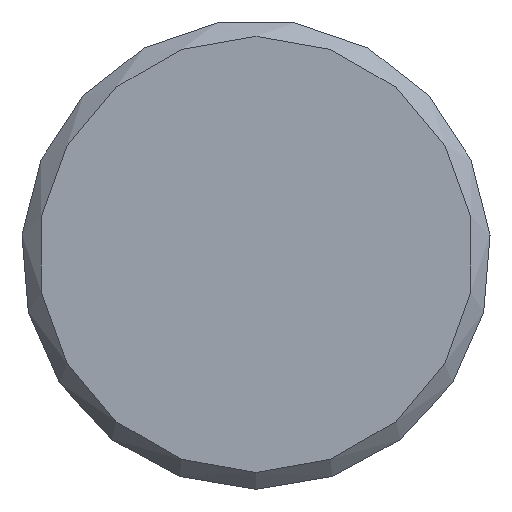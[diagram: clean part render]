
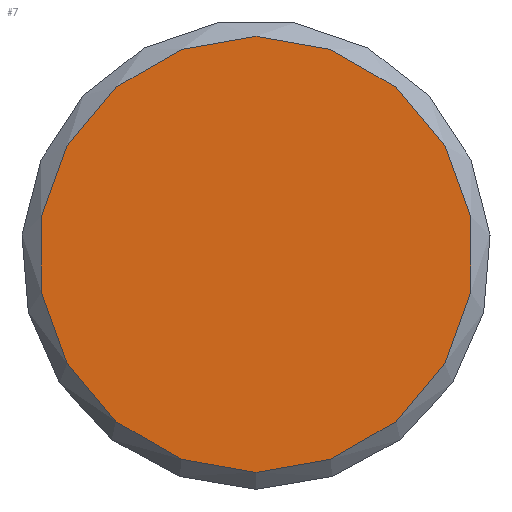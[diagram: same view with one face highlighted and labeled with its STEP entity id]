
A CAD part, left-side view. The second image highlights one B-rep face of the part: STEP entity #7.
In plain terms, the highlighted planar face has unit normal (-1, 0, 0).
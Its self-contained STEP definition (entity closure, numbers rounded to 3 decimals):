
#7 = ADVANCED_FACE ( 'NONE', ( #76 ), #146, .F. ) ;
#30 = AXIS2_PLACEMENT_3D ( 'NONE', #130, #128, #127 ) ;
#31 = AXIS2_PLACEMENT_3D ( 'NONE', #135, #122, #125 ) ;
#32 = EDGE_CURVE ( 'NONE', #174, #174, #81, .T. ) ;
#45 = ORIENTED_EDGE ( 'NONE', *, *, #32, .T. ) ;
#76 = FACE_OUTER_BOUND ( 'NONE', #88, .T. ) ;
#81 = CIRCLE ( 'NONE', #31, 6.5 ) ;
#88 = EDGE_LOOP ( 'NONE', ( #45 ) ) ;
#122 = DIRECTION ( 'NONE',  ( -1., 0., 0. ) ) ;
#125 = DIRECTION ( 'NONE',  ( 0., 0., -1. ) ) ;
#127 = DIRECTION ( 'NONE',  ( 0., 0., -1. ) ) ;
#128 = DIRECTION ( 'NONE',  ( 1., 0., 0. ) ) ;
#130 = CARTESIAN_POINT ( 'NONE',  ( -3000., 0., 0. ) ) ;
#135 = CARTESIAN_POINT ( 'NONE',  ( -3000., 0., 0. ) ) ;
#138 = CARTESIAN_POINT ( 'NONE',  ( -3000., 0., -6.5 ) ) ;
#146 = PLANE ( 'NONE',  #30 ) ;
#174 = VERTEX_POINT ( 'NONE', #138 ) ;
